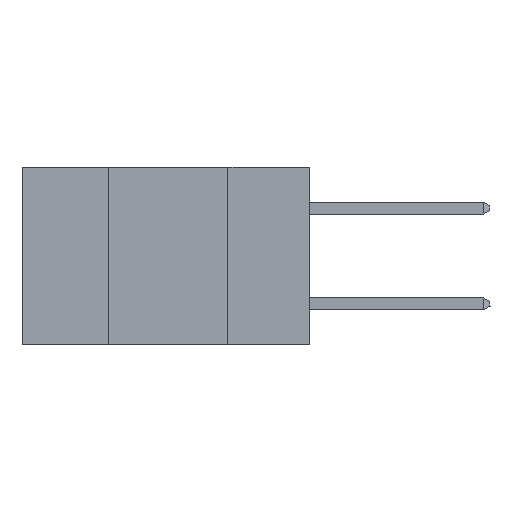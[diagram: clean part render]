
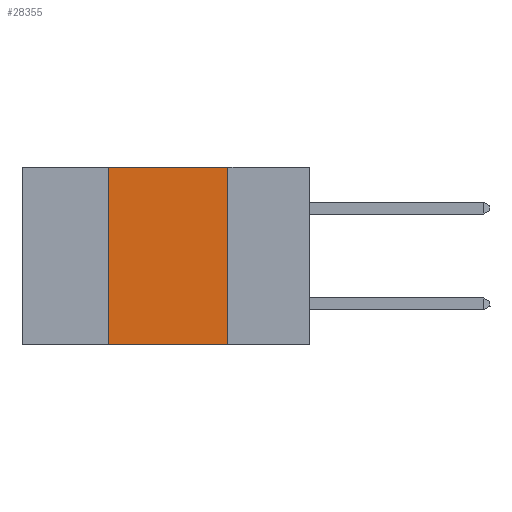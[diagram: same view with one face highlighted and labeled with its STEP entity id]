
A CAD part, left-side view. The second image highlights one B-rep face of the part: STEP entity #28355.
In plain terms, the highlighted planar face has unit normal (-1, 0, 0).
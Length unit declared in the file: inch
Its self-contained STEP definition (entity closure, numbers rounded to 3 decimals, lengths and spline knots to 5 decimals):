
#385 = CARTESIAN_POINT ( 'NONE',  ( 0., 0.6, 0. ) ) ;
#577 = VERTEX_POINT ( 'NONE', #7435 ) ;
#1980 = VECTOR ( 'NONE', #19786, 39.37008 ) ;
#2359 = DIRECTION ( 'NONE',  ( 0., -1., 0. ) ) ;
#2533 = CARTESIAN_POINT ( 'NONE',  ( 0., 0.42, 0. ) ) ;
#5921 = CARTESIAN_POINT ( 'NONE',  ( 0., 0.6, -0.37 ) ) ;
#7435 = CARTESIAN_POINT ( 'NONE',  ( 0., 0.17, 0. ) ) ;
#7982 = VECTOR ( 'NONE', #36573, 39.37008 ) ;
#8675 = CARTESIAN_POINT ( 'NONE',  ( 0., 0.42, -0.37 ) ) ;
#11123 = DIRECTION ( 'NONE',  ( 1., 0., 0. ) ) ;
#11509 = VERTEX_POINT ( 'NONE', #18647 ) ;
#14074 = VERTEX_POINT ( 'NONE', #27536 ) ;
#15703 = AXIS2_PLACEMENT_3D ( 'NONE', #385, #11123, #35055 ) ;
#18136 = EDGE_CURVE ( 'NONE', #29793, #11509, #20504, .T. ) ;
#18184 = CARTESIAN_POINT ( 'NONE',  ( 0., 0.17, 0. ) ) ;
#18647 = CARTESIAN_POINT ( 'NONE',  ( 0., 0.17, -0.37 ) ) ;
#19291 = ORIENTED_EDGE ( 'NONE', *, *, #18136, .T. ) ;
#19786 = DIRECTION ( 'NONE',  ( 0., 0., 1. ) ) ;
#20504 = LINE ( 'NONE', #5921, #37594 ) ;
#22979 = LINE ( 'NONE', #18184, #41185 ) ;
#24064 = ORIENTED_EDGE ( 'NONE', *, *, #26595, .F. ) ;
#26595 = EDGE_CURVE ( 'NONE', #14074, #577, #35411, .T. ) ;
#27536 = CARTESIAN_POINT ( 'NONE',  ( 0., 0.42, 0. ) ) ;
#28355 = ADVANCED_FACE ( 'NONE', ( #40494 ), #31606, .F. ) ;
#29622 = LINE ( 'NONE', #2533, #1980 ) ;
#29793 = VERTEX_POINT ( 'NONE', #8675 ) ;
#31606 = PLANE ( 'NONE',  #15703 ) ;
#33119 = CARTESIAN_POINT ( 'NONE',  ( 0., 0.6, 0. ) ) ;
#34473 = EDGE_CURVE ( 'NONE', #577, #11509, #22979, .T. ) ;
#34495 = EDGE_LOOP ( 'NONE', ( #36906, #24064, #42262, #19291 ) ) ;
#35055 = DIRECTION ( 'NONE',  ( 0., 0., -1. ) ) ;
#35411 = LINE ( 'NONE', #33119, #7982 ) ;
#36573 = DIRECTION ( 'NONE',  ( 0., -1., 0. ) ) ;
#36906 = ORIENTED_EDGE ( 'NONE', *, *, #34473, .F. ) ;
#37594 = VECTOR ( 'NONE', #2359, 39.37008 ) ;
#40494 = FACE_OUTER_BOUND ( 'NONE', #34495, .T. ) ;
#41185 = VECTOR ( 'NONE', #42074, 39.37008 ) ;
#42074 = DIRECTION ( 'NONE',  ( 0., 0., -1. ) ) ;
#42262 = ORIENTED_EDGE ( 'NONE', *, *, #43868, .F. ) ;
#43868 = EDGE_CURVE ( 'NONE', #29793, #14074, #29622, .T. ) ;
